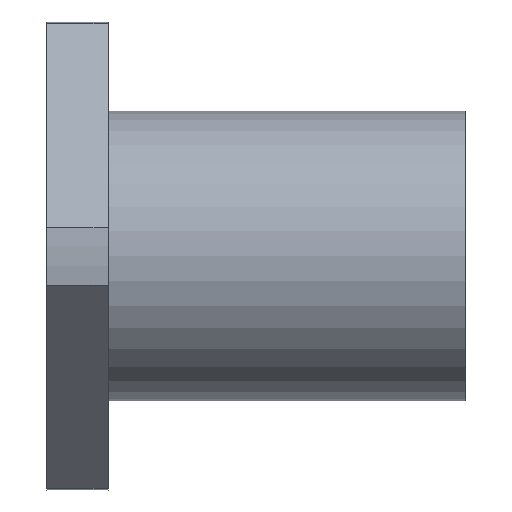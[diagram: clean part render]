
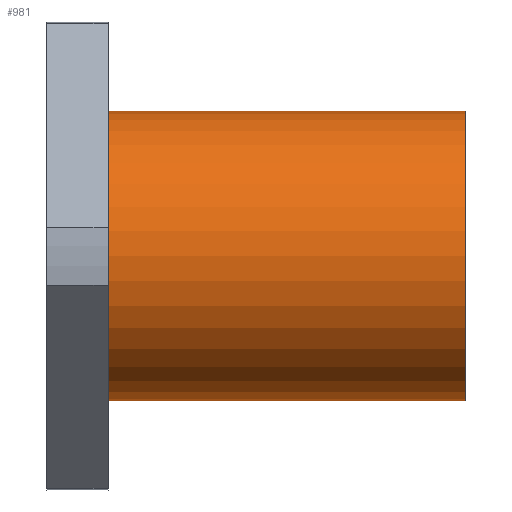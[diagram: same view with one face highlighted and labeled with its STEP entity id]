
A CAD part, front view. The second image highlights one B-rep face of the part: STEP entity #981.
In plain terms, the highlighted cylindrical face has radius 23.5 mm (diameter 47 mm), a partial arc.
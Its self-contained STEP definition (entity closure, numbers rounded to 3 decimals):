
#20 = VERTEX_POINT ( 'NONE', #90 ) ;
#22 = VERTEX_POINT ( 'NONE', #92 ) ;
#24 = VERTEX_POINT ( 'NONE', #94 ) ;
#26 = VERTEX_POINT ( 'NONE', #96 ) ;
#90 = CARTESIAN_POINT ( 'NONE',  ( 10., 0., 23.5 ) ) ;
#92 = CARTESIAN_POINT ( 'NONE',  ( 10., 0., -23.5 ) ) ;
#94 = CARTESIAN_POINT ( 'NONE',  ( 68., 0., -23.5 ) ) ;
#96 = CARTESIAN_POINT ( 'NONE',  ( 68., 0., 23.5 ) ) ;
#220 = DIRECTION ( 'NONE',  ( 0., 0., 1. ) ) ;
#226 = DIRECTION ( 'NONE',  ( -1., 0., 0. ) ) ;
#232 = CARTESIAN_POINT ( 'NONE',  ( 0., 0., 0. ) ) ;
#304 = CARTESIAN_POINT ( 'NONE',  ( 0., 0., -23.5 ) ) ;
#305 = DIRECTION ( 'NONE',  ( -1., 0., 0. ) ) ;
#552 = ORIENTED_EDGE ( 'NONE', *, *, #1050, .F. ) ;
#553 = ORIENTED_EDGE ( 'NONE', *, *, #1117, .T. ) ;
#554 = ORIENTED_EDGE ( 'NONE', *, *, #1140, .T. ) ;
#652 = FACE_OUTER_BOUND ( 'NONE', #708, .T. ) ;
#653 = CYLINDRICAL_SURFACE ( 'NONE', #1173, 23.5 ) ;
#667 = ORIENTED_EDGE ( 'NONE', *, *, #1105, .F. ) ;
#708 = EDGE_LOOP ( 'NONE', ( #552, #553, #554, #667 ) ) ;
#755 = LINE ( 'NONE', #304, #758 ) ;
#758 = VECTOR ( 'NONE', #305, 1000. ) ;
#849 = CIRCLE ( 'NONE', #1217, 23.5 ) ;
#864 = CIRCLE ( 'NONE', #1224, 23.5 ) ;
#882 = LINE ( 'NONE', #1464, #888 ) ;
#888 = VECTOR ( 'NONE', #1465, 1000. ) ;
#981 = ADVANCED_FACE ( 'NONE', ( #652 ), #653, .T. ) ;
#1050 = EDGE_CURVE ( 'NONE', #24, #22, #755, .T. ) ;
#1105 = EDGE_CURVE ( 'NONE', #22, #20, #849, .T. ) ;
#1117 = EDGE_CURVE ( 'NONE', #24, #26, #864, .T. ) ;
#1140 = EDGE_CURVE ( 'NONE', #26, #20, #882, .T. ) ;
#1173 = AXIS2_PLACEMENT_3D ( 'NONE', #232, #226, #220 ) ;
#1217 = AXIS2_PLACEMENT_3D ( 'NONE', #1358, #1367, #1368 ) ;
#1224 = AXIS2_PLACEMENT_3D ( 'NONE', #1392, #1398, #1399 ) ;
#1358 = CARTESIAN_POINT ( 'NONE',  ( 10., 0., 0. ) ) ;
#1367 = DIRECTION ( 'NONE',  ( -1., 0., 0. ) ) ;
#1368 = DIRECTION ( 'NONE',  ( 0., 0., 1. ) ) ;
#1392 = CARTESIAN_POINT ( 'NONE',  ( 68., 0., 0. ) ) ;
#1398 = DIRECTION ( 'NONE',  ( -1., 0., 0. ) ) ;
#1399 = DIRECTION ( 'NONE',  ( 0., 0., 1. ) ) ;
#1464 = CARTESIAN_POINT ( 'NONE',  ( 0., 0., 23.5 ) ) ;
#1465 = DIRECTION ( 'NONE',  ( -1., 0., 0. ) ) ;
